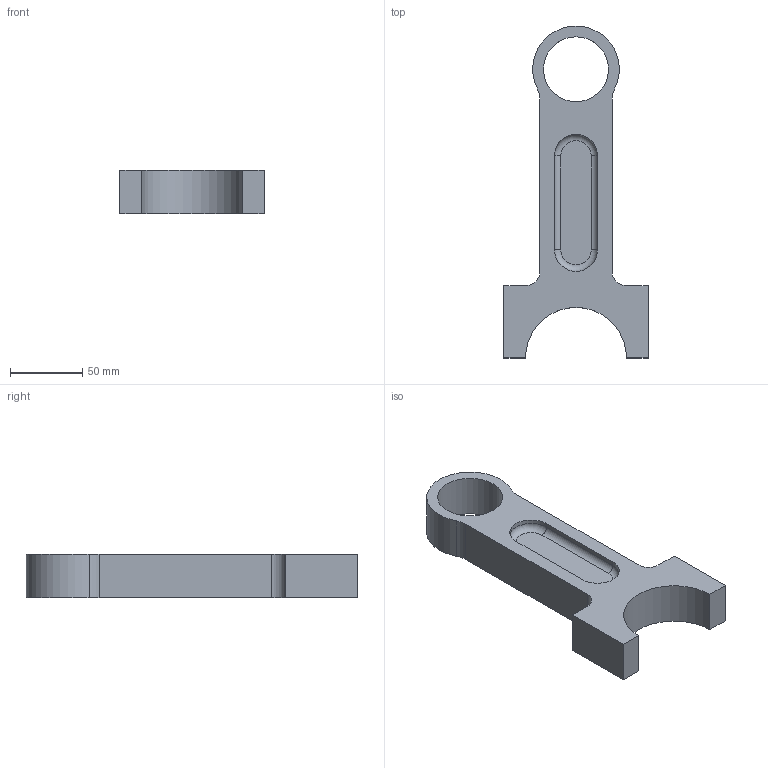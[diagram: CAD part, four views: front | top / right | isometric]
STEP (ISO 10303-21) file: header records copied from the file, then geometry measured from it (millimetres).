
FILE_DESCRIPTION(/* description */ (''),/* implementation_level */ '2;1');
FILE_NAME(/* name */ 'Connecting Rod.step',/* time_stamp */ '2025-05-18T11:16:58-07:00',/* author */ (''),/* organization */ (''),/* preprocessor_version */ 'ST-DEVELOPER v20.1',/* originating_system */ 'Autodesk Translation Framework v14.4.0.0',/* authorisation */ '');
FILE_SCHEMA (('AUTOMOTIVE_DESIGN { 1 0 10303 214 3 1 1 }'));
Length unit declared in the file: millimetre
Products named in the file (1): Grad Project Connecting Rod
Bounding box: 100 x 230 x 30 mm (x, y, z)
Volume: 278752.6 mm3; surface area: 48151.2 mm2
Topology: 1 solids, 1 shells, 35 faces, 85 edges, 54 vertices
Faces by surface type: plane 16, cylinder 15, torus 4
Full cylindrical faces by diameter (mm): 45 x1
Entity records: 1066 total; most frequent: DIRECTION 191, CARTESIAN_POINT 175, ORIENTED_EDGE 170, EDGE_CURVE 85, AXIS2_PLACEMENT_3D 70, VERTEX_POINT 54, LINE 51, VECTOR 51
